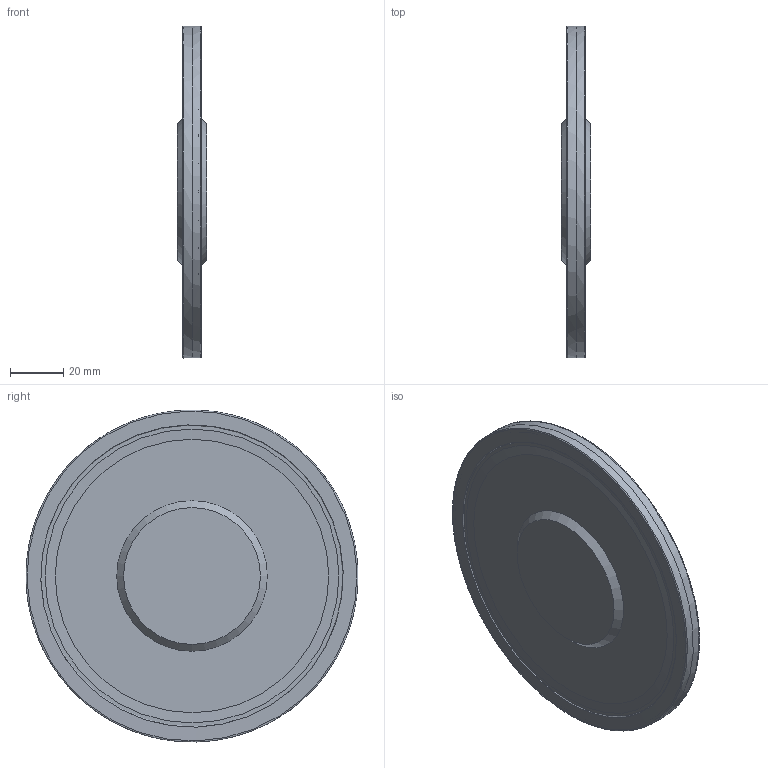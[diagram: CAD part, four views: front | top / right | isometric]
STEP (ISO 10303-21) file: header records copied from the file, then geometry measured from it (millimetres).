
FILE_DESCRIPTION(/* description */ (''),/* implementation_level */ '2;1');
FILE_NAME(/* name */ 'ASDM-SPGT06-D125x7-d40-Z14.stp',/* time_stamp */ '2023-10-05T16:28:47+03:00',/* author */ (''),/* organization */ (''),/* preprocessor_version */ 'ST-DEVELOPER v19.4',/* originating_system */ 'SIEMENS PLM Software NX2306.5001',/* authorisation */ '');
FILE_SCHEMA (('AUTOMOTIVE_DESIGN { 1 0 10303 214 3 1 1 1 }'));
Length unit declared in the file: millimetre
Products named in the file (1): ASDM-SPGT06-D125x7-d40-Z14-LIGHT_x_t_objects
Bounding box: 11 x 124.96 x 124.97 mm (x, y, z)
Volume: 99189.9 mm3; surface area: 35976 mm2
Topology: 2 solids, 2 shells, 27 faces, 51 edges, 30 vertices
Faces by surface type: bspline 14, plane 6, cone 4, torus 2, cylinder 1
Full cylindrical faces by diameter (mm): 123.6 x1
Entity records: 902 total; most frequent: CARTESIAN_POINT 368, DIRECTION 108, ORIENTED_EDGE 88, AXIS2_PLACEMENT_3D 50, EDGE_CURVE 44, EDGE_LOOP 38, CIRCLE 36, VERTEX_POINT 30
